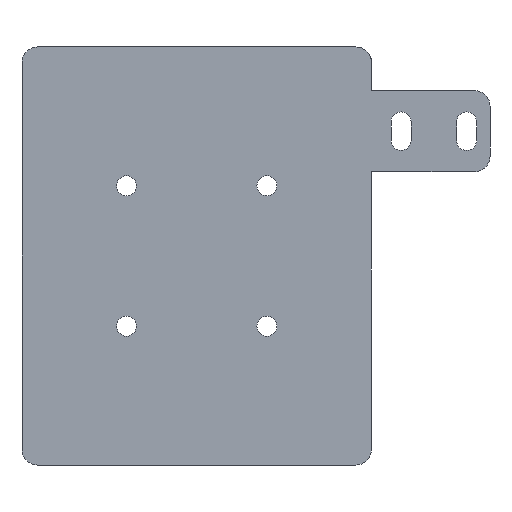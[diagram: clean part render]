
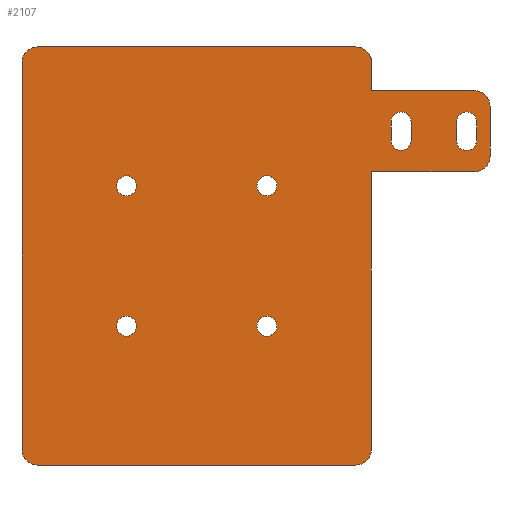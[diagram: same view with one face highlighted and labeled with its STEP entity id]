
A CAD part, front view. The second image highlights one B-rep face of the part: STEP entity #2107.
In plain terms, the highlighted planar face has unit normal (0, -1, 0).
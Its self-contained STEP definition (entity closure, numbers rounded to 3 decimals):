
#115=FACE_BOUND('',#459,.T.);
#116=FACE_BOUND('',#460,.T.);
#117=FACE_BOUND('',#461,.T.);
#118=FACE_BOUND('',#462,.T.);
#119=FACE_BOUND('',#463,.T.);
#120=FACE_BOUND('',#464,.T.);
#174=CIRCLE('',#2247,2.5);
#202=CIRCLE('',#2302,2.5);
#203=CIRCLE('',#2305,2.5);
#204=CIRCLE('',#2306,2.5);
#205=CIRCLE('',#2307,2.5);
#206=CIRCLE('',#2308,2.5);
#207=CIRCLE('',#2309,1.6);
#208=CIRCLE('',#2310,1.6);
#209=CIRCLE('',#2311,1.6);
#210=CIRCLE('',#2312,1.6);
#211=CIRCLE('',#2313,1.6);
#212=CIRCLE('',#2314,1.6);
#213=CIRCLE('',#2315,1.6);
#214=CIRCLE('',#2316,1.6);
#306=FACE_OUTER_BOUND('',#458,.T.);
#458=EDGE_LOOP('',(#1694,#1695,#1696,#1697,#1698,#1699,#1700,#1701,#1702,
#1703,#1704,#1705,#1706,#1707));
#459=EDGE_LOOP('',(#1708));
#460=EDGE_LOOP('',(#1709));
#461=EDGE_LOOP('',(#1710,#1711,#1712,#1713));
#462=EDGE_LOOP('',(#1714,#1715,#1716,#1717));
#463=EDGE_LOOP('',(#1718));
#464=EDGE_LOOP('',(#1719));
#575=LINE('',#3179,#754);
#643=LINE('',#3585,#822);
#645=LINE('',#3589,#824);
#646=LINE('',#3593,#825);
#647=LINE('',#3595,#826);
#648=LINE('',#3599,#827);
#649=LINE('',#3603,#828);
#650=LINE('',#3605,#829);
#651=LINE('',#3612,#830);
#652=LINE('',#3616,#831);
#653=LINE('',#3622,#832);
#654=LINE('',#3625,#833);
#754=VECTOR('',#2532,10.);
#822=VECTOR('',#2782,10.);
#824=VECTOR('',#2786,10.);
#825=VECTOR('',#2789,10.);
#826=VECTOR('',#2790,10.);
#827=VECTOR('',#2793,10.);
#828=VECTOR('',#2796,10.);
#829=VECTOR('',#2799,10.);
#830=VECTOR('',#2804,10.);
#831=VECTOR('',#2807,10.);
#832=VECTOR('',#2812,10.);
#833=VECTOR('',#2815,10.);
#940=VERTEX_POINT('',#3176);
#941=VERTEX_POINT('',#3178);
#965=VERTEX_POINT('',#3273);
#1029=VERTEX_POINT('',#3578);
#1030=VERTEX_POINT('',#3580);
#1031=VERTEX_POINT('',#3584);
#1032=VERTEX_POINT('',#3588);
#1033=VERTEX_POINT('',#3590);
#1034=VERTEX_POINT('',#3592);
#1035=VERTEX_POINT('',#3594);
#1036=VERTEX_POINT('',#3596);
#1037=VERTEX_POINT('',#3598);
#1038=VERTEX_POINT('',#3600);
#1039=VERTEX_POINT('',#3602);
#1040=VERTEX_POINT('',#3606);
#1041=VERTEX_POINT('',#3608);
#1042=VERTEX_POINT('',#3610);
#1043=VERTEX_POINT('',#3611);
#1044=VERTEX_POINT('',#3613);
#1045=VERTEX_POINT('',#3615);
#1046=VERTEX_POINT('',#3618);
#1047=VERTEX_POINT('',#3619);
#1048=VERTEX_POINT('',#3621);
#1049=VERTEX_POINT('',#3623);
#1050=VERTEX_POINT('',#3626);
#1051=VERTEX_POINT('',#3628);
#1154=EDGE_CURVE('',#940,#941,#575,.T.);
#1196=EDGE_CURVE('',#965,#940,#174,.T.);
#1275=EDGE_CURVE('',#1029,#1030,#202,.T.);
#1277=EDGE_CURVE('',#1031,#1030,#643,.T.);
#1279=EDGE_CURVE('',#1029,#1032,#645,.T.);
#1280=EDGE_CURVE('',#1033,#1032,#203,.T.);
#1281=EDGE_CURVE('',#1033,#1034,#646,.T.);
#1282=EDGE_CURVE('',#1035,#1034,#647,.T.);
#1283=EDGE_CURVE('',#1036,#1035,#204,.T.);
#1284=EDGE_CURVE('',#1037,#1036,#648,.T.);
#1285=EDGE_CURVE('',#1038,#1037,#205,.T.);
#1286=EDGE_CURVE('',#1039,#1038,#649,.T.);
#1287=EDGE_CURVE('',#941,#1039,#206,.T.);
#1288=EDGE_CURVE('',#1031,#965,#650,.T.);
#1289=EDGE_CURVE('',#1040,#1040,#207,.T.);
#1290=EDGE_CURVE('',#1041,#1041,#208,.T.);
#1291=EDGE_CURVE('',#1042,#1043,#651,.T.);
#1292=EDGE_CURVE('',#1044,#1042,#209,.T.);
#1293=EDGE_CURVE('',#1045,#1044,#652,.T.);
#1294=EDGE_CURVE('',#1043,#1045,#210,.T.);
#1295=EDGE_CURVE('',#1046,#1047,#211,.T.);
#1296=EDGE_CURVE('',#1048,#1046,#653,.T.);
#1297=EDGE_CURVE('',#1049,#1048,#212,.T.);
#1298=EDGE_CURVE('',#1047,#1049,#654,.T.);
#1299=EDGE_CURVE('',#1050,#1050,#213,.T.);
#1300=EDGE_CURVE('',#1051,#1051,#214,.T.);
#1694=ORIENTED_EDGE('',*,*,#1275,.F.);
#1695=ORIENTED_EDGE('',*,*,#1279,.T.);
#1696=ORIENTED_EDGE('',*,*,#1280,.F.);
#1697=ORIENTED_EDGE('',*,*,#1281,.T.);
#1698=ORIENTED_EDGE('',*,*,#1282,.F.);
#1699=ORIENTED_EDGE('',*,*,#1283,.F.);
#1700=ORIENTED_EDGE('',*,*,#1284,.F.);
#1701=ORIENTED_EDGE('',*,*,#1285,.F.);
#1702=ORIENTED_EDGE('',*,*,#1286,.F.);
#1703=ORIENTED_EDGE('',*,*,#1287,.F.);
#1704=ORIENTED_EDGE('',*,*,#1154,.F.);
#1705=ORIENTED_EDGE('',*,*,#1196,.F.);
#1706=ORIENTED_EDGE('',*,*,#1288,.F.);
#1707=ORIENTED_EDGE('',*,*,#1277,.T.);
#1708=ORIENTED_EDGE('',*,*,#1289,.F.);
#1709=ORIENTED_EDGE('',*,*,#1290,.F.);
#1710=ORIENTED_EDGE('',*,*,#1291,.F.);
#1711=ORIENTED_EDGE('',*,*,#1292,.F.);
#1712=ORIENTED_EDGE('',*,*,#1293,.F.);
#1713=ORIENTED_EDGE('',*,*,#1294,.F.);
#1714=ORIENTED_EDGE('',*,*,#1295,.F.);
#1715=ORIENTED_EDGE('',*,*,#1296,.F.);
#1716=ORIENTED_EDGE('',*,*,#1297,.F.);
#1717=ORIENTED_EDGE('',*,*,#1298,.F.);
#1718=ORIENTED_EDGE('',*,*,#1299,.F.);
#1719=ORIENTED_EDGE('',*,*,#1300,.F.);
#2011=PLANE('',#2304);
#2107=ADVANCED_FACE('',(#306,#115,#116,#117,#118,#119,#120),#2011,.F.);
#2247=AXIS2_PLACEMENT_3D('',#3275,#2622,#2623);
#2302=AXIS2_PLACEMENT_3D('',#3581,#2777,#2778);
#2304=AXIS2_PLACEMENT_3D('',#3587,#2784,#2785);
#2305=AXIS2_PLACEMENT_3D('',#3591,#2787,#2788);
#2306=AXIS2_PLACEMENT_3D('',#3597,#2791,#2792);
#2307=AXIS2_PLACEMENT_3D('',#3601,#2794,#2795);
#2308=AXIS2_PLACEMENT_3D('',#3604,#2797,#2798);
#2309=AXIS2_PLACEMENT_3D('',#3607,#2800,#2801);
#2310=AXIS2_PLACEMENT_3D('',#3609,#2802,#2803);
#2311=AXIS2_PLACEMENT_3D('',#3614,#2805,#2806);
#2312=AXIS2_PLACEMENT_3D('',#3617,#2808,#2809);
#2313=AXIS2_PLACEMENT_3D('',#3620,#2810,#2811);
#2314=AXIS2_PLACEMENT_3D('',#3624,#2813,#2814);
#2315=AXIS2_PLACEMENT_3D('',#3627,#2816,#2817);
#2316=AXIS2_PLACEMENT_3D('',#3629,#2818,#2819);
#2532=DIRECTION('',(-1.,0.,0.));
#2622=DIRECTION('center_axis',(0.,1.,0.));
#2623=DIRECTION('ref_axis',(0.707,0.,-0.707));
#2777=DIRECTION('center_axis',(0.,1.,0.));
#2778=DIRECTION('ref_axis',(0.707,0.,-0.707));
#2782=DIRECTION('',(1.,0.,0.));
#2784=DIRECTION('center_axis',(0.,1.,0.));
#2785=DIRECTION('ref_axis',(1.,0.,0.));
#2786=DIRECTION('',(0.,0.,1.));
#2787=DIRECTION('center_axis',(0.,1.,0.));
#2788=DIRECTION('ref_axis',(0.707,0.,0.707));
#2789=DIRECTION('',(-1.,0.,0.));
#2790=DIRECTION('',(0.,0.,-1.));
#2791=DIRECTION('center_axis',(0.,1.,0.));
#2792=DIRECTION('ref_axis',(0.707,0.,0.707));
#2793=DIRECTION('',(1.,0.,0.));
#2794=DIRECTION('center_axis',(0.,1.,0.));
#2795=DIRECTION('ref_axis',(-0.707,0.,0.707));
#2796=DIRECTION('',(0.,0.,1.));
#2797=DIRECTION('center_axis',(0.,1.,0.));
#2798=DIRECTION('ref_axis',(-0.707,0.,-0.707));
#2799=DIRECTION('',(0.,0.,-1.));
#2800=DIRECTION('center_axis',(0.,-1.,0.));
#2801=DIRECTION('ref_axis',(1.,0.,0.));
#2802=DIRECTION('center_axis',(0.,-1.,0.));
#2803=DIRECTION('ref_axis',(1.,0.,0.));
#2804=DIRECTION('',(0.,0.,1.));
#2805=DIRECTION('center_axis',(0.,-1.,0.));
#2806=DIRECTION('ref_axis',(1.,0.,0.));
#2807=DIRECTION('',(0.,0.,-1.));
#2808=DIRECTION('center_axis',(0.,-1.,0.));
#2809=DIRECTION('ref_axis',(1.,0.,0.));
#2810=DIRECTION('center_axis',(0.,-1.,0.));
#2811=DIRECTION('ref_axis',(1.,0.,0.));
#2812=DIRECTION('',(0.,0.,1.));
#2813=DIRECTION('center_axis',(0.,-1.,0.));
#2814=DIRECTION('ref_axis',(1.,0.,0.));
#2815=DIRECTION('',(0.,0.,-1.));
#2816=DIRECTION('center_axis',(0.,-1.,0.));
#2817=DIRECTION('ref_axis',(1.,0.,0.));
#2818=DIRECTION('center_axis',(0.,-1.,0.));
#2819=DIRECTION('ref_axis',(1.,0.,0.));
#3176=CARTESIAN_POINT('',(25.5,0.,-33.5));
#3178=CARTESIAN_POINT('',(-25.5,0.,-33.5));
#3179=CARTESIAN_POINT('',(28.,0.,-33.5));
#3273=CARTESIAN_POINT('',(28.,0.,-31.));
#3275=CARTESIAN_POINT('Origin',(25.5,0.,-31.));
#3578=CARTESIAN_POINT('',(47.,0.,16.));
#3580=CARTESIAN_POINT('',(44.5,0.,13.5));
#3581=CARTESIAN_POINT('Origin',(44.5,0.,16.));
#3584=CARTESIAN_POINT('',(28.,0.,13.5));
#3585=CARTESIAN_POINT('',(28.,0.,13.5));
#3587=CARTESIAN_POINT('Origin',(-22.5,0.,0.));
#3588=CARTESIAN_POINT('',(47.,0.,24.));
#3589=CARTESIAN_POINT('',(47.,0.,13.5));
#3590=CARTESIAN_POINT('',(44.5,0.,26.5));
#3591=CARTESIAN_POINT('Origin',(44.5,0.,24.));
#3592=CARTESIAN_POINT('',(28.,0.,26.5));
#3593=CARTESIAN_POINT('',(47.,0.,26.5));
#3594=CARTESIAN_POINT('',(28.,0.,31.));
#3595=CARTESIAN_POINT('',(28.,0.,33.5));
#3596=CARTESIAN_POINT('',(25.5,0.,33.5));
#3597=CARTESIAN_POINT('Origin',(25.5,0.,31.));
#3598=CARTESIAN_POINT('',(-25.5,0.,33.5));
#3599=CARTESIAN_POINT('',(-28.,0.,33.5));
#3600=CARTESIAN_POINT('',(-28.,0.,31.));
#3601=CARTESIAN_POINT('Origin',(-25.5,0.,31.));
#3602=CARTESIAN_POINT('',(-28.,0.,-31.));
#3603=CARTESIAN_POINT('',(-28.,0.,-33.5));
#3604=CARTESIAN_POINT('Origin',(-25.5,0.,-31.));
#3605=CARTESIAN_POINT('',(28.,0.,33.5));
#3606=CARTESIAN_POINT('',(9.65,0.,11.25));
#3607=CARTESIAN_POINT('Origin',(11.25,0.,11.25));
#3608=CARTESIAN_POINT('',(-12.85,0.,11.25));
#3609=CARTESIAN_POINT('Origin',(-11.25,0.,11.25));
#3610=CARTESIAN_POINT('',(44.85,0.,18.5));
#3611=CARTESIAN_POINT('',(44.85,0.,21.5));
#3612=CARTESIAN_POINT('',(44.85,0.,21.5));
#3613=CARTESIAN_POINT('',(41.65,0.,18.5));
#3614=CARTESIAN_POINT('Origin',(43.25,0.,18.5));
#3615=CARTESIAN_POINT('',(41.65,0.,21.5));
#3616=CARTESIAN_POINT('',(41.65,0.,18.5));
#3617=CARTESIAN_POINT('Origin',(43.25,0.,21.5));
#3618=CARTESIAN_POINT('',(34.35,0.,21.5));
#3619=CARTESIAN_POINT('',(31.15,0.,21.5));
#3620=CARTESIAN_POINT('Origin',(32.75,0.,21.5));
#3621=CARTESIAN_POINT('',(34.35,0.,18.5));
#3622=CARTESIAN_POINT('',(34.35,0.,18.5));
#3623=CARTESIAN_POINT('',(31.15,0.,18.5));
#3624=CARTESIAN_POINT('Origin',(32.75,0.,18.5));
#3625=CARTESIAN_POINT('',(31.15,0.,21.5));
#3626=CARTESIAN_POINT('',(-12.85,0.,-11.25));
#3627=CARTESIAN_POINT('Origin',(-11.25,0.,-11.25));
#3628=CARTESIAN_POINT('',(9.65,0.,-11.25));
#3629=CARTESIAN_POINT('Origin',(11.25,0.,-11.25));
